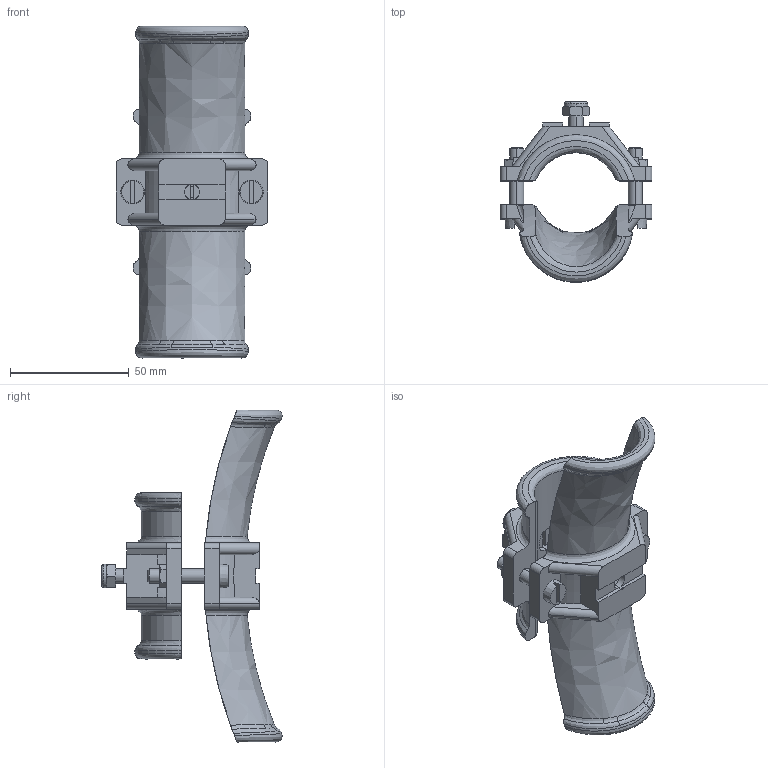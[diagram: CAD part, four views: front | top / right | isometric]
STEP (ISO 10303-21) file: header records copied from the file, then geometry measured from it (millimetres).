
FILE_DESCRIPTION (( 'STEP AP214' ), '1' );
FILE_NAME ('0020339.step', '2022-08-05T11:42:26', ( '' ), ( '' ), 'SwSTEP 2.0', 'SolidWorks 2020', '' );
FILE_SCHEMA (( 'AUTOMOTIVE_DESIGN' ));
Length unit declared in the file: millimetre
Products named in the file (1): 0020339
Bounding box: 64 x 76.13 x 140 mm (x, y, z)
Surface area: 35149.9 mm2 (no closed solid volume)
Topology: 0 solids, 12 shells, 251 faces, 710 edges, 467 vertices
Faces by surface type: plane 122, cylinder 55, bspline 43, cone 31
Entity records: 13254 total; most frequent: CARTESIAN_POINT 7271, ORIENTED_EDGE 1320, DIRECTION 1065, EDGE_CURVE 710, VERTEX_POINT 467, AXIS2_PLACEMENT_3D 360, VECTOR 345, LINE 345
